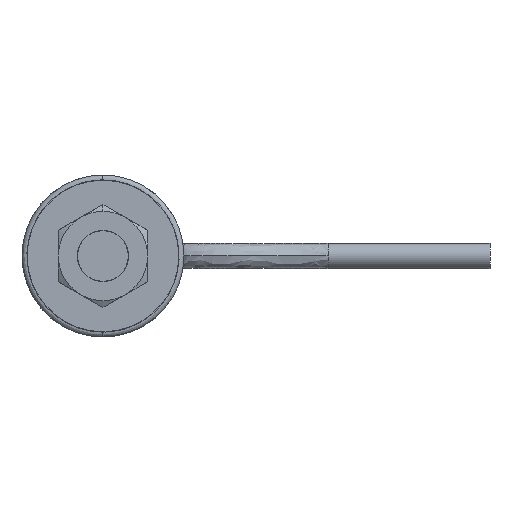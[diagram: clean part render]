
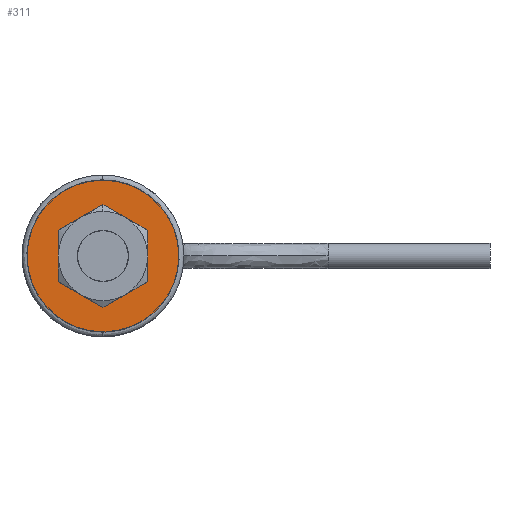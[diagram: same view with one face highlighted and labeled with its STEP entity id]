
A CAD part, left-side view. The second image highlights one B-rep face of the part: STEP entity #311.
In plain terms, the highlighted planar face has unit normal (-1, 0, 0).
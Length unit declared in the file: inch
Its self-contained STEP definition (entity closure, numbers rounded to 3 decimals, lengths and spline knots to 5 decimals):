
#33 = CARTESIAN_POINT ( 'NONE',  ( 0., -0.47, -0.235 ) ) ;
#127 = EDGE_CURVE ( 'NONE', #692, #1185, #560, .T. ) ;
#248 = DIRECTION ( 'NONE',  ( 0., 0., -1. ) ) ;
#300 = AXIS2_PLACEMENT_3D ( 'NONE', #3553, #1913, #248 ) ;
#311 = ADVANCED_FACE ( 'NONE', ( #1871, #2242 ), #3939, .F. ) ;
#376 =( BOUNDED_CURVE ( )  B_SPLINE_CURVE ( 3, ( #3203, #2233, #1600, #1555 ),
 .UNSPECIFIED., .F., .F. ) 
 B_SPLINE_CURVE_WITH_KNOTS ( ( 4, 4 ),
 ( 0., 1. ),
 .UNSPECIFIED. ) 
 CURVE ( )  GEOMETRIC_REPRESENTATION_ITEM ( )  RATIONAL_B_SPLINE_CURVE ( ( 1., 0.333, 0.333, 1. ) ) 
 REPRESENTATION_ITEM ( '' )  );
#560 =( BOUNDED_CURVE ( )  B_SPLINE_CURVE ( 3, ( #2936, #3269, #33, #3314 ),
 .UNSPECIFIED., .F., .F. ) 
 B_SPLINE_CURVE_WITH_KNOTS ( ( 4, 4 ),
 ( 0., 1. ),
 .UNSPECIFIED. ) 
 CURVE ( )  GEOMETRIC_REPRESENTATION_ITEM ( )  RATIONAL_B_SPLINE_CURVE ( ( 1., 0.333, 0.333, 1. ) ) 
 REPRESENTATION_ITEM ( '' )  );
#622 = EDGE_CURVE ( 'NONE', #1628, #2268, #1458, .T. ) ;
#692 = VERTEX_POINT ( 'NONE', #1989 ) ;
#778 = ORIENTED_EDGE ( 'NONE', *, *, #622, .F. ) ;
#780 = CIRCLE ( 'NONE', #1311, 0.11175 ) ;
#857 = DIRECTION ( 'NONE',  ( 0., 0., 1. ) ) ;
#938 = CARTESIAN_POINT ( 'NONE',  ( 0., 0., 0. ) ) ;
#1185 = VERTEX_POINT ( 'NONE', #3166 ) ;
#1311 = AXIS2_PLACEMENT_3D ( 'NONE', #938, #3588, #2601 ) ;
#1458 = CIRCLE ( 'NONE', #2217, 0.11175 ) ;
#1466 = EDGE_LOOP ( 'NONE', ( #2788, #778 ) ) ;
#1494 = CARTESIAN_POINT ( 'NONE',  ( 0., 0., 0. ) ) ;
#1555 = CARTESIAN_POINT ( 'NONE',  ( 0., 0., 0.235 ) ) ;
#1600 = CARTESIAN_POINT ( 'NONE',  ( 0., 0.47, 0.235 ) ) ;
#1628 = VERTEX_POINT ( 'NONE', #1834 ) ;
#1724 = ORIENTED_EDGE ( 'NONE', *, *, #3988, .F. ) ;
#1834 = CARTESIAN_POINT ( 'NONE',  ( 0., 0., -0.11175 ) ) ;
#1871 = FACE_OUTER_BOUND ( 'NONE', #2656, .T. ) ;
#1913 = DIRECTION ( 'NONE',  ( 1., 0., 0. ) ) ;
#1989 = CARTESIAN_POINT ( 'NONE',  ( 0., 0., 0.235 ) ) ;
#2087 = DIRECTION ( 'NONE',  ( -1., 0., 0. ) ) ;
#2217 = AXIS2_PLACEMENT_3D ( 'NONE', #1494, #2087, #857 ) ;
#2233 = CARTESIAN_POINT ( 'NONE',  ( 0., 0.47, -0.235 ) ) ;
#2242 = FACE_BOUND ( 'NONE', #1466, .T. ) ;
#2268 = VERTEX_POINT ( 'NONE', #3847 ) ;
#2601 = DIRECTION ( 'NONE',  ( 0., 0., 1. ) ) ;
#2656 = EDGE_LOOP ( 'NONE', ( #3687, #1724 ) ) ;
#2788 = ORIENTED_EDGE ( 'NONE', *, *, #3337, .F. ) ;
#2936 = CARTESIAN_POINT ( 'NONE',  ( 0., 0., 0.235 ) ) ;
#3166 = CARTESIAN_POINT ( 'NONE',  ( 0., 0., -0.235 ) ) ;
#3203 = CARTESIAN_POINT ( 'NONE',  ( 0., 0., -0.235 ) ) ;
#3269 = CARTESIAN_POINT ( 'NONE',  ( 0., -0.47, 0.235 ) ) ;
#3314 = CARTESIAN_POINT ( 'NONE',  ( 0., 0., -0.235 ) ) ;
#3337 = EDGE_CURVE ( 'NONE', #2268, #1628, #780, .T. ) ;
#3553 = CARTESIAN_POINT ( 'NONE',  ( 0., 0.11175, 0. ) ) ;
#3588 = DIRECTION ( 'NONE',  ( -1., 0., 0. ) ) ;
#3687 = ORIENTED_EDGE ( 'NONE', *, *, #127, .F. ) ;
#3847 = CARTESIAN_POINT ( 'NONE',  ( 0., 0., 0.11175 ) ) ;
#3939 = PLANE ( 'NONE',  #300 ) ;
#3988 = EDGE_CURVE ( 'NONE', #1185, #692, #376, .T. ) ;
